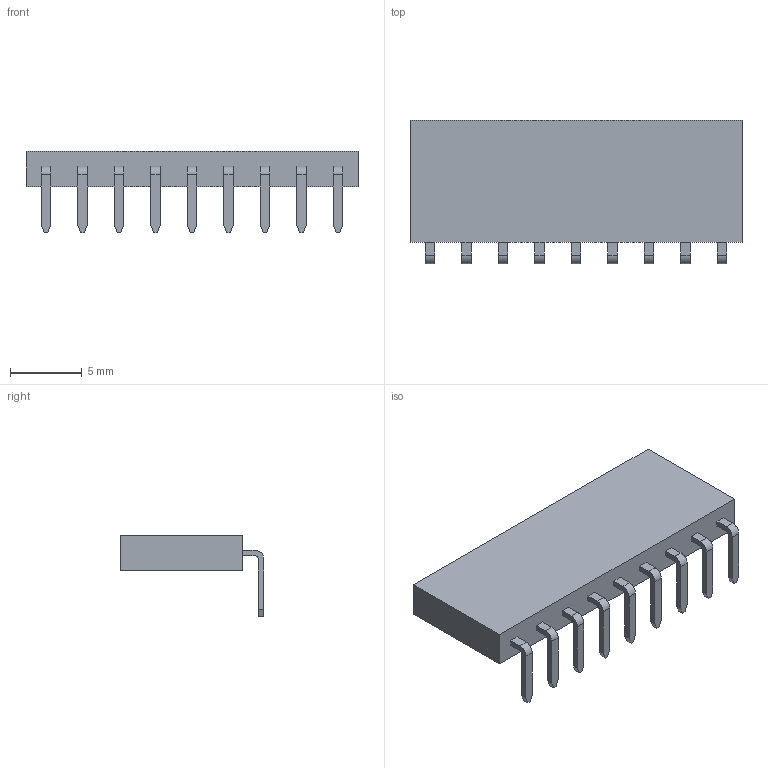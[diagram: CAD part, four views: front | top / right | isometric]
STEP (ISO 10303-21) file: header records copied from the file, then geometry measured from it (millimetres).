
FILE_DESCRIPTION( ('This file contains a STEP AP42 implementation' ,'as created by ZW3D STEP Interface translator.') ,'2;1' );
FILE_NAME( '2185-1XXRXXCYNX1.stp' ,'23 5 4. 848 2', (''), ('ZWCAD Software Co.'), 'Version 1.0', 'ZW3D to STEP translator', '' );
FILE_SCHEMA(('AUTOMOTIVE_DESIGN { 1 0 10303 214 1 1 1 1 }'));
Length unit declared in the file: millimetre
Products named in the file (2): 0; 2185-120RXXCYNX1
Bounding box: 23.11 x 10 x 5.7 mm (x, y, z)
Volume: 440.9 mm3; surface area: 1297.6 mm2
Topology: 1 solids, 1 shells, 663 faces, 1942 edges, 1272 vertices
Faces by surface type: plane 564, cylinder 63, bspline 36
Entity records: 28949 total; most frequent: CARTESIAN_POINT 14136, ORIENTED_EDGE 3884, EDGE_CURVE 1942, B_SPLINE_CURVE_WITH_KNOTS 1724, DIRECTION 1474, VERTEX_POINT 1272, EDGE_LOOP 726, FACE_OUTER_BOUND 663
